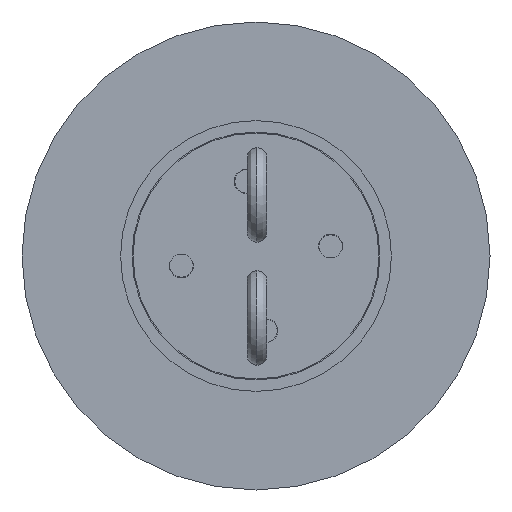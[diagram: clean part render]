
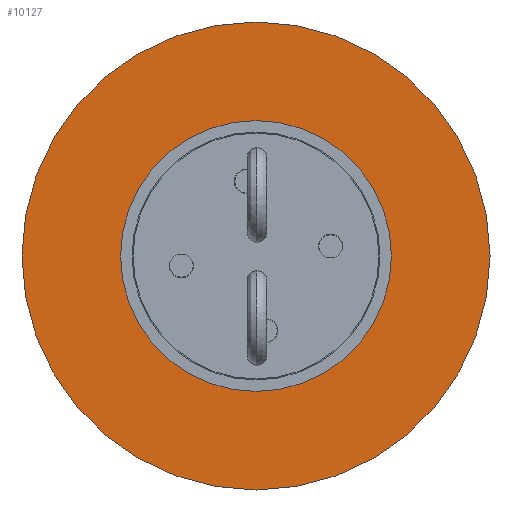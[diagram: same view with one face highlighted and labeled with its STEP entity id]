
A CAD part, front view. The second image highlights one B-rep face of the part: STEP entity #10127.
In plain terms, the highlighted planar face has unit normal (0, -1, 0).
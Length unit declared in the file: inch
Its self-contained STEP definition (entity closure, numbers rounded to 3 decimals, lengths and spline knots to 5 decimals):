
#399 = CIRCLE ( 'NONE', #9833, 0.3415 ) ;
#403 = CIRCLE ( 'NONE', #9835, 0.59 ) ;
#423 = CIRCLE ( 'NONE', #9844, 0.3415 ) ;
#425 = CIRCLE ( 'NONE', #9843, 0.59 ) ;
#610 = FACE_BOUND ( 'NONE', #11108, .T. ) ;
#621 = FACE_OUTER_BOUND ( 'NONE', #11127, .T. ) ;
#1608 = ORIENTED_EDGE ( 'NONE', *, *, #10435, .F. ) ;
#1609 = ORIENTED_EDGE ( 'NONE', *, *, #10401, .F. ) ;
#1610 = ORIENTED_EDGE ( 'NONE', *, *, #10432, .F. ) ;
#1611 = ORIENTED_EDGE ( 'NONE', *, *, #10402, .F. ) ;
#1626 = VERTEX_POINT ( 'NONE', #3441 ) ;
#1627 = VERTEX_POINT ( 'NONE', #3408 ) ;
#1630 = VERTEX_POINT ( 'NONE', #3447 ) ;
#2008 = VERTEX_POINT ( 'NONE', #3270 ) ;
#3270 = CARTESIAN_POINT ( 'NONE',  ( -0.0025, -0.85726, 0.59104 ) ) ;
#3408 = CARTESIAN_POINT ( 'NONE',  ( -0.0025, -0.85726, 0.34254 ) ) ;
#3441 = CARTESIAN_POINT ( 'NONE',  ( -0.0025, -0.85726, -0.34046 ) ) ;
#3447 = CARTESIAN_POINT ( 'NONE',  ( -0.0025, -0.85726, -0.58896 ) ) ;
#5685 = DIRECTION ( 'NONE',  ( 0., 0., 1. ) ) ;
#5687 = DIRECTION ( 'NONE',  ( 0., 1., 0. ) ) ;
#5691 = PLANE ( 'NONE',  #9902 ) ;
#5698 = CARTESIAN_POINT ( 'NONE',  ( -0.5925, -0.85726, 0.00104 ) ) ;
#7651 = DIRECTION ( 'NONE',  ( 0., 0., -1. ) ) ;
#7652 = DIRECTION ( 'NONE',  ( 0., 1., 0. ) ) ;
#7653 = CARTESIAN_POINT ( 'NONE',  ( -0.0025, -0.85726, 0.00104 ) ) ;
#7654 = DIRECTION ( 'NONE',  ( 0., 0., -1. ) ) ;
#7655 = DIRECTION ( 'NONE',  ( 0., -1., 0. ) ) ;
#7656 = CARTESIAN_POINT ( 'NONE',  ( -0.0025, -0.85726, 0.00104 ) ) ;
#8088 = CARTESIAN_POINT ( 'NONE',  ( -0.0025, -0.85726, 0.00104 ) ) ;
#8089 = DIRECTION ( 'NONE',  ( 0., 1., 0. ) ) ;
#8090 = DIRECTION ( 'NONE',  ( 0., 0., -1. ) ) ;
#8097 = CARTESIAN_POINT ( 'NONE',  ( -0.0025, -0.85726, 0.00104 ) ) ;
#8098 = DIRECTION ( 'NONE',  ( 0., -1., 0. ) ) ;
#8099 = DIRECTION ( 'NONE',  ( 0., 0., -1. ) ) ;
#9833 = AXIS2_PLACEMENT_3D ( 'NONE', #8097, #8098, #8099 ) ;
#9835 = AXIS2_PLACEMENT_3D ( 'NONE', #8088, #8089, #8090 ) ;
#9843 = AXIS2_PLACEMENT_3D ( 'NONE', #7653, #7652, #7651 ) ;
#9844 = AXIS2_PLACEMENT_3D ( 'NONE', #7656, #7655, #7654 ) ;
#9902 = AXIS2_PLACEMENT_3D ( 'NONE', #5698, #5687, #5685 ) ;
#10127 = ADVANCED_FACE ( 'NONE', ( #621, #610 ), #5691, .F. ) ;
#10401 = EDGE_CURVE ( 'NONE', #1626, #1627, #423, .T. ) ;
#10402 = EDGE_CURVE ( 'NONE', #1630, #2008, #425, .T. ) ;
#10432 = EDGE_CURVE ( 'NONE', #2008, #1630, #403, .T. ) ;
#10435 = EDGE_CURVE ( 'NONE', #1627, #1626, #399, .T. ) ;
#11108 = EDGE_LOOP ( 'NONE', ( #1609, #1608 ) ) ;
#11127 = EDGE_LOOP ( 'NONE', ( #1611, #1610 ) ) ;
